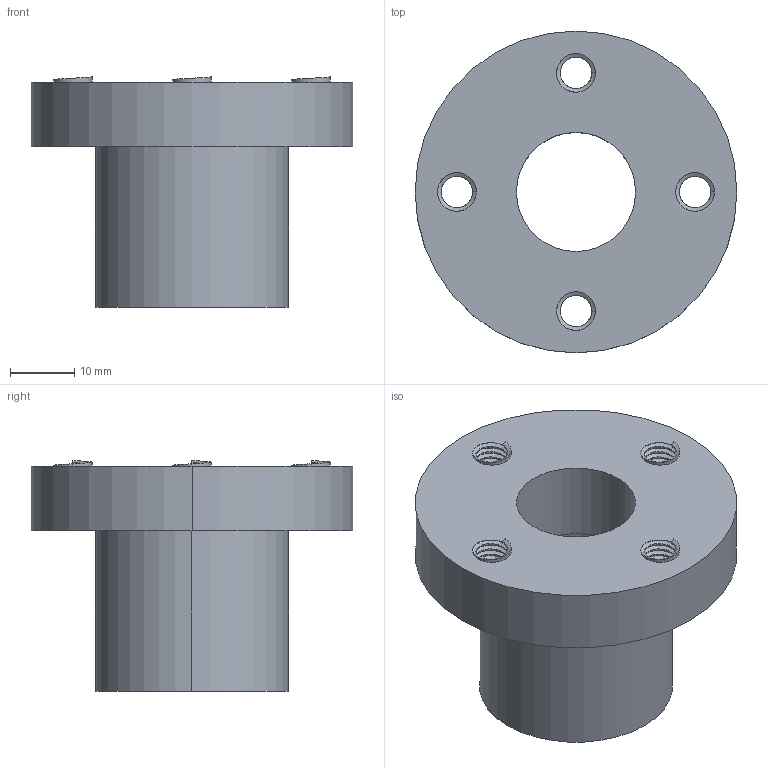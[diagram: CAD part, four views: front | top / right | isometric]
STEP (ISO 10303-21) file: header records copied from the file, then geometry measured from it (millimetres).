
FILE_DESCRIPTION (( 'STEP AP214' ), '1' );
FILE_NAME ('Nez cylindrique.STEP', '2020-01-23T10:38:53', ( '' ), ( '' ), 'SwSTEP 2.0', 'SolidWorks 2017', '' );
FILE_SCHEMA (( 'AUTOMOTIVE_DESIGN' ));
Length unit declared in the file: millimetre
Products named in the file (1): Nez cylindrique
Bounding box: 50 x 50 x 35.88 mm (x, y, z)
Volume: 25199.3 mm3; surface area: 10467.8 mm2
Topology: 1 solids, 1 shells, 124 faces, 332 edges, 212 vertices
Faces by surface type: cylinder 100, plane 12, bspline 12
Entity records: 9690 total; most frequent: CARTESIAN_POINT 7081, ORIENTED_EDGE 664, DIRECTION 422, EDGE_CURVE 332, VERTEX_POINT 212, AXIS2_PLACEMENT_3D 149, EDGE_LOOP 136, ADVANCED_FACE 124
